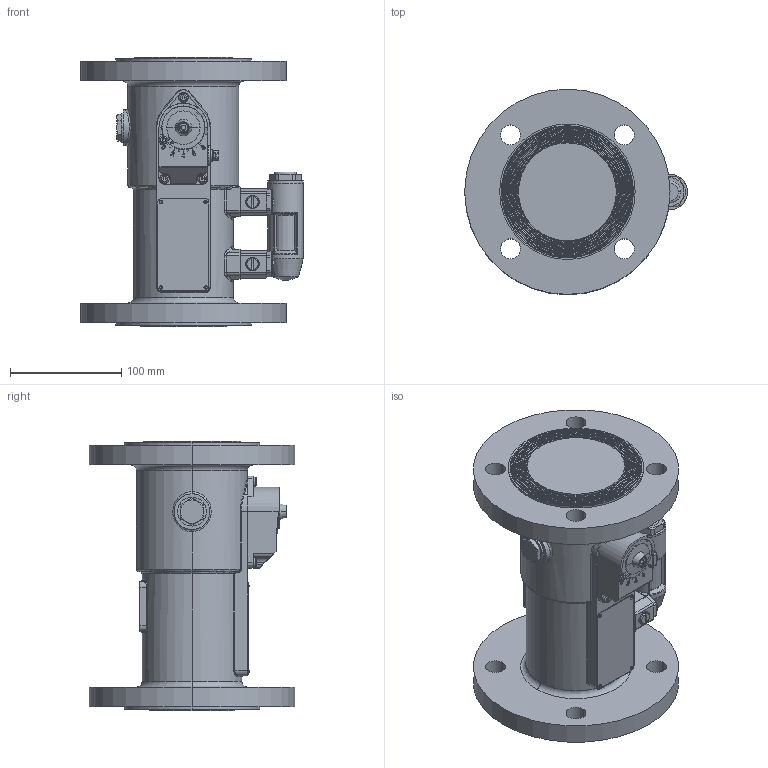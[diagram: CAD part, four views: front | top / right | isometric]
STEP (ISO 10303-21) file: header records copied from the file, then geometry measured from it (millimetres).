
FILE_DESCRIPTION (( 'STEP AP203' ), '1' );
FILE_NAME ('1-4749f.STEP', '2021-02-05T13:16:25', ( '' ), ( '' ), 'SwSTEP 2.0', 'SolidWorks 2016', '' );
FILE_SCHEMA (( 'CONFIG_CONTROL_DESIGN' ));
Length unit declared in the file: inch
Products named in the file (1): 1-4749f
Bounding box: 200.5 x 185 x 242.99 mm (x, y, z)
Surface area: 309090.5 mm2 (no closed solid volume)
Topology: 0 solids, 82 shells, 2562 faces, 6097 edges, 3829 vertices
Faces by surface type: cylinder 848, plane 709, torus 427, cone 356, bspline 204, sphere 18
Entity records: 99901 total; most frequent: CARTESIAN_POINT 41622, DIRECTION 12196, ORIENTED_EDGE 12144, EDGE_CURVE 6078, AXIS2_PLACEMENT_3D 5075, VERTEX_POINT 3829, EDGE_LOOP 2887, CIRCLE 2716
